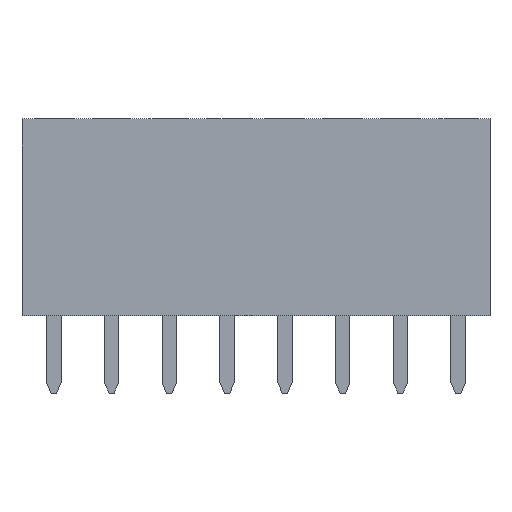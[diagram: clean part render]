
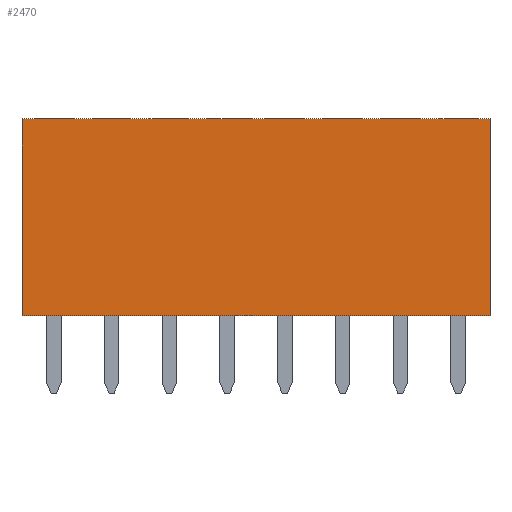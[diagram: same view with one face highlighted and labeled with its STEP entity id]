
A CAD part, top view. The second image highlights one B-rep face of the part: STEP entity #2470.
In plain terms, the highlighted planar face has unit normal (0, 0, 1).
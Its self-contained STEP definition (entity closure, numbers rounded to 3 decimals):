
#176 = VECTOR ( 'NONE', #199, 1000. ) ;
#199 = DIRECTION ( 'NONE',  ( 1., 0., 0. ) ) ;
#203 = CARTESIAN_POINT ( 'NONE',  ( 10.285, 0., 1.25 ) ) ;
#282 = LINE ( 'NONE', #867, #176 ) ;
#330 = VERTEX_POINT ( 'NONE', #608 ) ;
#532 = CARTESIAN_POINT ( 'NONE',  ( -10.285, 8.65, 1.25 ) ) ;
#608 = CARTESIAN_POINT ( 'NONE',  ( 10.285, 8.65, 1.25 ) ) ;
#867 = CARTESIAN_POINT ( 'NONE',  ( -10.285, 8.65, 1.25 ) ) ;
#957 = VERTEX_POINT ( 'NONE', #2809 ) ;
#1026 = EDGE_CURVE ( 'NONE', #957, #1741, #3698, .T. ) ;
#1028 = VECTOR ( 'NONE', #1485, 1000. ) ;
#1150 = CARTESIAN_POINT ( 'NONE',  ( 10.285, 8.65, 1.25 ) ) ;
#1350 = CARTESIAN_POINT ( 'NONE',  ( -10.285, 0., 1.25 ) ) ;
#1370 = DIRECTION ( 'NONE',  ( 1., 0., 0. ) ) ;
#1373 = LINE ( 'NONE', #1150, #1028 ) ;
#1485 = DIRECTION ( 'NONE',  ( 0., -1., 0. ) ) ;
#1543 = ORIENTED_EDGE ( 'NONE', *, *, #2448, .F. ) ;
#1560 = EDGE_LOOP ( 'NONE', ( #2930, #3790, #1543, #3199 ) ) ;
#1608 = VERTEX_POINT ( 'NONE', #3729 ) ;
#1698 = CARTESIAN_POINT ( 'NONE',  ( -10.285, 8.65, 1.25 ) ) ;
#1741 = VERTEX_POINT ( 'NONE', #203 ) ;
#1832 = DIRECTION ( 'NONE',  ( 0., 0., -1. ) ) ;
#2448 = EDGE_CURVE ( 'NONE', #1608, #330, #282, .T. ) ;
#2470 = ADVANCED_FACE ( 'NONE', ( #2645 ), #3125, .F. ) ;
#2645 = FACE_OUTER_BOUND ( 'NONE', #1560, .T. ) ;
#2809 = CARTESIAN_POINT ( 'NONE',  ( -10.285, 0., 1.25 ) ) ;
#2816 = AXIS2_PLACEMENT_3D ( 'NONE', #532, #1832, #3767 ) ;
#2930 = ORIENTED_EDGE ( 'NONE', *, *, #1026, .T. ) ;
#3087 = EDGE_CURVE ( 'NONE', #330, #1741, #1373, .T. ) ;
#3125 = PLANE ( 'NONE',  #2816 ) ;
#3199 = ORIENTED_EDGE ( 'NONE', *, *, #3392, .T. ) ;
#3277 = VECTOR ( 'NONE', #3900, 1000. ) ;
#3359 = LINE ( 'NONE', #1698, #3277 ) ;
#3392 = EDGE_CURVE ( 'NONE', #1608, #957, #3359, .T. ) ;
#3698 = LINE ( 'NONE', #1350, #3742 ) ;
#3729 = CARTESIAN_POINT ( 'NONE',  ( -10.285, 8.65, 1.25 ) ) ;
#3742 = VECTOR ( 'NONE', #1370, 1000. ) ;
#3767 = DIRECTION ( 'NONE',  ( -1., 0., 0. ) ) ;
#3790 = ORIENTED_EDGE ( 'NONE', *, *, #3087, .F. ) ;
#3900 = DIRECTION ( 'NONE',  ( 0., -1., 0. ) ) ;
